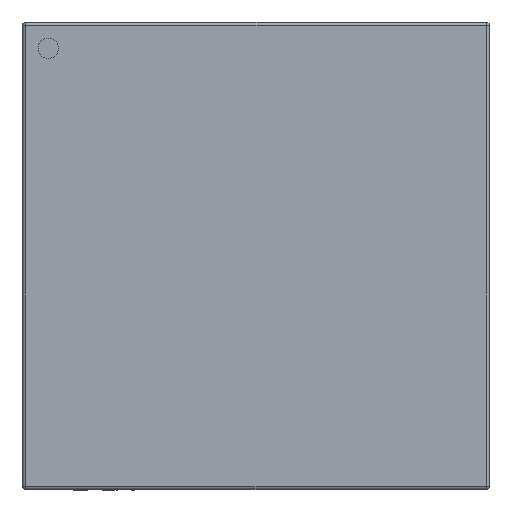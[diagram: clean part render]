
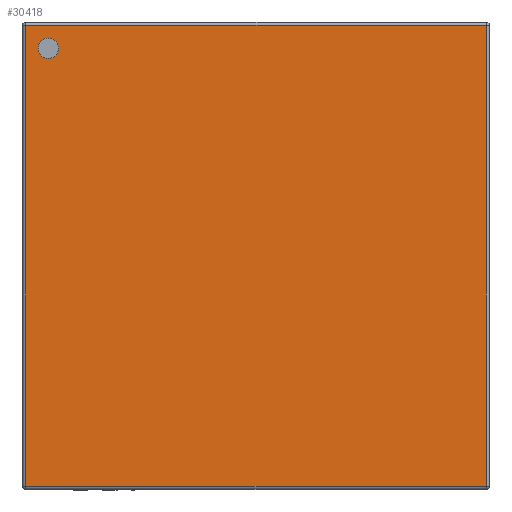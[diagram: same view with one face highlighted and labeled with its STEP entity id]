
A CAD part, top view. The second image highlights one B-rep face of the part: STEP entity #30418.
In plain terms, the highlighted planar face has unit normal (0, 0, 1).
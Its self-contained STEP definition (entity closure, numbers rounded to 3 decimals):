
#7953 = CYLINDRICAL_SURFACE('',#7954,0.05);
#7954 = AXIS2_PLACEMENT_3D('',#7955,#7956,#7957);
#7955 = CARTESIAN_POINT('',(-3.94,-3.94,0.83));
#7956 = DIRECTION('',(0.,1.,0.));
#7957 = DIRECTION('',(-1.,0.,0.));
#25978 = VERTEX_POINT('',#25979);
#25979 = CARTESIAN_POINT('',(-3.94,-3.94,0.88));
#25999 = EDGE_CURVE('',#25978,#26000,#26002,.T.);
#26000 = VERTEX_POINT('',#26001);
#26001 = CARTESIAN_POINT('',(-3.94,3.94,0.88));
#26002 = SURFACE_CURVE('',#26003,(#26007,#26014),.PCURVE_S1.);
#26003 = LINE('',#26004,#26005);
#26004 = CARTESIAN_POINT('',(-3.94,-3.94,0.88));
#26005 = VECTOR('',#26006,1.);
#26006 = DIRECTION('',(0.,1.,0.));
#26007 = PCURVE('',#7953,#26008);
#26008 = DEFINITIONAL_REPRESENTATION('',(#26009),#26013);
#26009 = LINE('',#26010,#26011);
#26010 = CARTESIAN_POINT('',(1.571,0.));
#26011 = VECTOR('',#26012,1.);
#26012 = DIRECTION('',(0.,1.));
#26013 = ( GEOMETRIC_REPRESENTATION_CONTEXT(2) 
PARAMETRIC_REPRESENTATION_CONTEXT() REPRESENTATION_CONTEXT('2D SPACE',''
  ) );
#26014 = PCURVE('',#26015,#26020);
#26015 = PLANE('',#26016);
#26016 = AXIS2_PLACEMENT_3D('',#26017,#26018,#26019);
#26017 = CARTESIAN_POINT('',(-3.99,-3.99,0.88));
#26018 = DIRECTION('',(0.,0.,1.));
#26019 = DIRECTION('',(1.,0.,0.));
#26020 = DEFINITIONAL_REPRESENTATION('',(#26021),#26025);
#26021 = LINE('',#26022,#26023);
#26022 = CARTESIAN_POINT('',(0.05,0.05));
#26023 = VECTOR('',#26024,1.);
#26024 = DIRECTION('',(0.,1.));
#26025 = ( GEOMETRIC_REPRESENTATION_CONTEXT(2) 
PARAMETRIC_REPRESENTATION_CONTEXT() REPRESENTATION_CONTEXT('2D SPACE',''
  ) );
#26505 = CYLINDRICAL_SURFACE('',#26506,0.05);
#26506 = AXIS2_PLACEMENT_3D('',#26507,#26508,#26509);
#26507 = CARTESIAN_POINT('',(-3.99,-3.94,0.83));
#26508 = DIRECTION('',(1.,0.,0.));
#26509 = DIRECTION('',(0.,-1.,0.));
#28036 = CYLINDRICAL_SURFACE('',#28037,0.05);
#28037 = AXIS2_PLACEMENT_3D('',#28038,#28039,#28040);
#28038 = CARTESIAN_POINT('',(-3.99,3.94,0.83));
#28039 = DIRECTION('',(1.,0.,0.));
#28040 = DIRECTION('',(0.,1.,0.));
#28502 = CYLINDRICAL_SURFACE('',#28503,0.05);
#28503 = AXIS2_PLACEMENT_3D('',#28504,#28505,#28506);
#28504 = CARTESIAN_POINT('',(3.94,3.94,0.83));
#28505 = DIRECTION('',(-0.,-1.,-0.));
#28506 = DIRECTION('',(0.,0.,1.));
#30418 = ADVANCED_FACE('',(#30419,#30489),#26015,.T.);
#30419 = FACE_BOUND('',#30420,.T.);
#30420 = EDGE_LOOP('',(#30421,#30444,#30467,#30488));
#30421 = ORIENTED_EDGE('',*,*,#30422,.T.);
#30422 = EDGE_CURVE('',#25978,#30423,#30425,.T.);
#30423 = VERTEX_POINT('',#30424);
#30424 = CARTESIAN_POINT('',(3.94,-3.94,0.88));
#30425 = SURFACE_CURVE('',#30426,(#30430,#30437),.PCURVE_S1.);
#30426 = LINE('',#30427,#30428);
#30427 = CARTESIAN_POINT('',(-3.99,-3.94,0.88));
#30428 = VECTOR('',#30429,1.);
#30429 = DIRECTION('',(1.,0.,0.));
#30430 = PCURVE('',#26015,#30431);
#30431 = DEFINITIONAL_REPRESENTATION('',(#30432),#30436);
#30432 = LINE('',#30433,#30434);
#30433 = CARTESIAN_POINT('',(0.,0.05));
#30434 = VECTOR('',#30435,1.);
#30435 = DIRECTION('',(1.,0.));
#30436 = ( GEOMETRIC_REPRESENTATION_CONTEXT(2) 
PARAMETRIC_REPRESENTATION_CONTEXT() REPRESENTATION_CONTEXT('2D SPACE',''
  ) );
#30437 = PCURVE('',#26505,#30438);
#30438 = DEFINITIONAL_REPRESENTATION('',(#30439),#30443);
#30439 = LINE('',#30440,#30441);
#30440 = CARTESIAN_POINT('',(-1.571,0.));
#30441 = VECTOR('',#30442,1.);
#30442 = DIRECTION('',(-0.,1.));
#30443 = ( GEOMETRIC_REPRESENTATION_CONTEXT(2) 
PARAMETRIC_REPRESENTATION_CONTEXT() REPRESENTATION_CONTEXT('2D SPACE',''
  ) );
#30444 = ORIENTED_EDGE('',*,*,#30445,.F.);
#30445 = EDGE_CURVE('',#30446,#30423,#30448,.T.);
#30446 = VERTEX_POINT('',#30447);
#30447 = CARTESIAN_POINT('',(3.94,3.94,0.88));
#30448 = SURFACE_CURVE('',#30449,(#30453,#30460),.PCURVE_S1.);
#30449 = LINE('',#30450,#30451);
#30450 = CARTESIAN_POINT('',(3.94,3.94,0.88));
#30451 = VECTOR('',#30452,1.);
#30452 = DIRECTION('',(-0.,-1.,-0.));
#30453 = PCURVE('',#26015,#30454);
#30454 = DEFINITIONAL_REPRESENTATION('',(#30455),#30459);
#30455 = LINE('',#30456,#30457);
#30456 = CARTESIAN_POINT('',(7.93,7.93));
#30457 = VECTOR('',#30458,1.);
#30458 = DIRECTION('',(-0.,-1.));
#30459 = ( GEOMETRIC_REPRESENTATION_CONTEXT(2) 
PARAMETRIC_REPRESENTATION_CONTEXT() REPRESENTATION_CONTEXT('2D SPACE',''
  ) );
#30460 = PCURVE('',#28502,#30461);
#30461 = DEFINITIONAL_REPRESENTATION('',(#30462),#30466);
#30462 = LINE('',#30463,#30464);
#30463 = CARTESIAN_POINT('',(-0.,0.));
#30464 = VECTOR('',#30465,1.);
#30465 = DIRECTION('',(-0.,1.));
#30466 = ( GEOMETRIC_REPRESENTATION_CONTEXT(2) 
PARAMETRIC_REPRESENTATION_CONTEXT() REPRESENTATION_CONTEXT('2D SPACE',''
  ) );
#30467 = ORIENTED_EDGE('',*,*,#30468,.F.);
#30468 = EDGE_CURVE('',#26000,#30446,#30469,.T.);
#30469 = SURFACE_CURVE('',#30470,(#30474,#30481),.PCURVE_S1.);
#30470 = LINE('',#30471,#30472);
#30471 = CARTESIAN_POINT('',(-3.99,3.94,0.88));
#30472 = VECTOR('',#30473,1.);
#30473 = DIRECTION('',(1.,0.,0.));
#30474 = PCURVE('',#26015,#30475);
#30475 = DEFINITIONAL_REPRESENTATION('',(#30476),#30480);
#30476 = LINE('',#30477,#30478);
#30477 = CARTESIAN_POINT('',(0.,7.93));
#30478 = VECTOR('',#30479,1.);
#30479 = DIRECTION('',(1.,0.));
#30480 = ( GEOMETRIC_REPRESENTATION_CONTEXT(2) 
PARAMETRIC_REPRESENTATION_CONTEXT() REPRESENTATION_CONTEXT('2D SPACE',''
  ) );
#30481 = PCURVE('',#28036,#30482);
#30482 = DEFINITIONAL_REPRESENTATION('',(#30483),#30487);
#30483 = LINE('',#30484,#30485);
#30484 = CARTESIAN_POINT('',(1.571,0.));
#30485 = VECTOR('',#30486,1.);
#30486 = DIRECTION('',(0.,1.));
#30487 = ( GEOMETRIC_REPRESENTATION_CONTEXT(2) 
PARAMETRIC_REPRESENTATION_CONTEXT() REPRESENTATION_CONTEXT('2D SPACE',''
  ) );
#30488 = ORIENTED_EDGE('',*,*,#25999,.F.);
#30489 = FACE_BOUND('',#30490,.T.);
#30490 = EDGE_LOOP('',(#30491));
#30491 = ORIENTED_EDGE('',*,*,#30492,.F.);
#30492 = EDGE_CURVE('',#30493,#30493,#30495,.T.);
#30493 = VERTEX_POINT('',#30494);
#30494 = CARTESIAN_POINT('',(-3.375,-3.55,0.88));
#30495 = SURFACE_CURVE('',#30496,(#30501,#30508),.PCURVE_S1.);
#30496 = CIRCLE('',#30497,0.175);
#30497 = AXIS2_PLACEMENT_3D('',#30498,#30499,#30500);
#30498 = CARTESIAN_POINT('',(-3.55,-3.55,0.88));
#30499 = DIRECTION('',(0.,0.,1.));
#30500 = DIRECTION('',(1.,0.,0.));
#30501 = PCURVE('',#26015,#30502);
#30502 = DEFINITIONAL_REPRESENTATION('',(#30503),#30507);
#30503 = CIRCLE('',#30504,0.175);
#30504 = AXIS2_PLACEMENT_2D('',#30505,#30506);
#30505 = CARTESIAN_POINT('',(0.44,0.44));
#30506 = DIRECTION('',(1.,0.));
#30507 = ( GEOMETRIC_REPRESENTATION_CONTEXT(2) 
PARAMETRIC_REPRESENTATION_CONTEXT() REPRESENTATION_CONTEXT('2D SPACE',''
  ) );
#30508 = PCURVE('',#30509,#30514);
#30509 = CYLINDRICAL_SURFACE('',#30510,0.175);
#30510 = AXIS2_PLACEMENT_3D('',#30511,#30512,#30513);
#30511 = CARTESIAN_POINT('',(-3.55,-3.55,0.88));
#30512 = DIRECTION('',(-0.,-0.,-1.));
#30513 = DIRECTION('',(1.,0.,0.));
#30514 = DEFINITIONAL_REPRESENTATION('',(#30515),#30519);
#30515 = LINE('',#30516,#30517);
#30516 = CARTESIAN_POINT('',(-0.,0.));
#30517 = VECTOR('',#30518,1.);
#30518 = DIRECTION('',(-1.,0.));
#30519 = ( GEOMETRIC_REPRESENTATION_CONTEXT(2) 
PARAMETRIC_REPRESENTATION_CONTEXT() REPRESENTATION_CONTEXT('2D SPACE',''
  ) );
